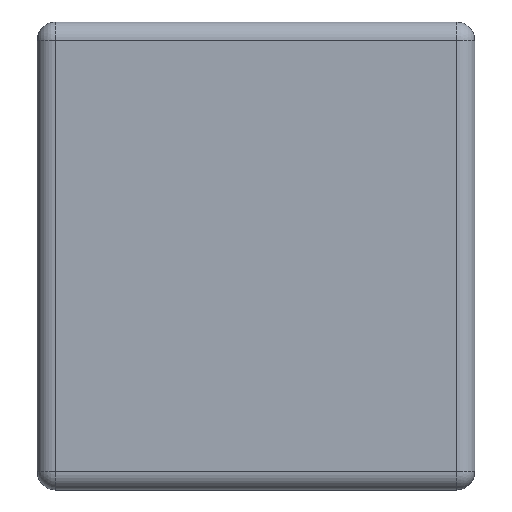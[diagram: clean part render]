
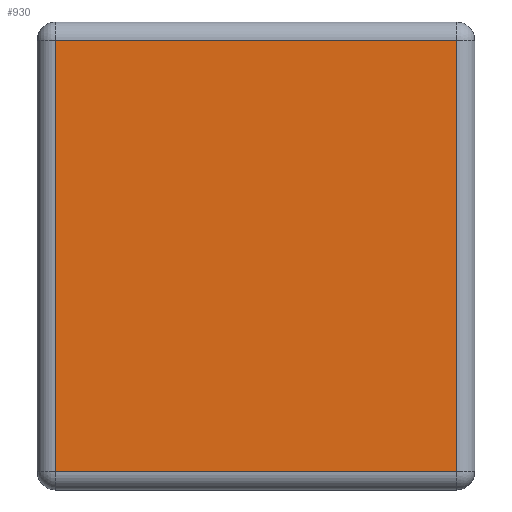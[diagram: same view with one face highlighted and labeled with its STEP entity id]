
A CAD part, left-side view. The second image highlights one B-rep face of the part: STEP entity #930.
In plain terms, the highlighted planar face has unit normal (-1, 0, 0).
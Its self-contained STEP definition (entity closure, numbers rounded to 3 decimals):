
#79 = ORIENTED_EDGE ( 'NONE', *, *, #1614, .T. ) ;
#199 = VERTEX_POINT ( 'NONE', #3163 ) ;
#358 = VECTOR ( 'NONE', #1348, 1000. ) ;
#363 = LINE ( 'NONE', #2493, #1582 ) ;
#685 = EDGE_CURVE ( 'NONE', #199, #2874, #2076, .T. ) ;
#735 = CARTESIAN_POINT ( 'NONE',  ( -23.5, -16.5, 38.5 ) ) ;
#895 = EDGE_CURVE ( 'NONE', #1111, #2143, #363, .T. ) ;
#930 = ADVANCED_FACE ( 'NONE', ( #1100 ), #1272, .F. ) ;
#1100 = FACE_OUTER_BOUND ( 'NONE', #3326, .T. ) ;
#1111 = VERTEX_POINT ( 'NONE', #2871 ) ;
#1224 = DIRECTION ( 'NONE',  ( 0., -1., 0. ) ) ;
#1272 = PLANE ( 'NONE',  #3336 ) ;
#1348 = DIRECTION ( 'NONE',  ( 0., 0., 1. ) ) ;
#1427 = CARTESIAN_POINT ( 'NONE',  ( -23.5, 16.5, 1.5 ) ) ;
#1582 = VECTOR ( 'NONE', #2535, 1000. ) ;
#1614 = EDGE_CURVE ( 'NONE', #2874, #1111, #3799, .T. ) ;
#1866 = DIRECTION ( 'NONE',  ( 1., 0., 0. ) ) ;
#1979 = ORIENTED_EDGE ( 'NONE', *, *, #3658, .T. ) ;
#2076 = LINE ( 'NONE', #735, #358 ) ;
#2143 = VERTEX_POINT ( 'NONE', #1427 ) ;
#2214 = DIRECTION ( 'NONE',  ( 0., 1., 0. ) ) ;
#2493 = CARTESIAN_POINT ( 'NONE',  ( -23.5, 16.5, 38.5 ) ) ;
#2503 = CARTESIAN_POINT ( 'NONE',  ( -23.5, 18., 37. ) ) ;
#2504 = DIRECTION ( 'NONE',  ( 0., 1., 0. ) ) ;
#2535 = DIRECTION ( 'NONE',  ( 0., 0., -1. ) ) ;
#2751 = VECTOR ( 'NONE', #2214, 1000. ) ;
#2775 = LINE ( 'NONE', #2823, #3508 ) ;
#2823 = CARTESIAN_POINT ( 'NONE',  ( -23.5, 18., 1.5 ) ) ;
#2871 = CARTESIAN_POINT ( 'NONE',  ( -23.5, 16.5, 37. ) ) ;
#2874 = VERTEX_POINT ( 'NONE', #3211 ) ;
#3163 = CARTESIAN_POINT ( 'NONE',  ( -23.5, -16.5, 1.5 ) ) ;
#3211 = CARTESIAN_POINT ( 'NONE',  ( -23.5, -16.5, 37. ) ) ;
#3212 = ORIENTED_EDGE ( 'NONE', *, *, #895, .T. ) ;
#3326 = EDGE_LOOP ( 'NONE', ( #79, #3212, #1979, #3364 ) ) ;
#3336 = AXIS2_PLACEMENT_3D ( 'NONE', #3446, #1866, #2504 ) ;
#3364 = ORIENTED_EDGE ( 'NONE', *, *, #685, .T. ) ;
#3446 = CARTESIAN_POINT ( 'NONE',  ( -23.5, 18., 38.5 ) ) ;
#3508 = VECTOR ( 'NONE', #1224, 1000. ) ;
#3658 = EDGE_CURVE ( 'NONE', #2143, #199, #2775, .T. ) ;
#3799 = LINE ( 'NONE', #2503, #2751 ) ;
